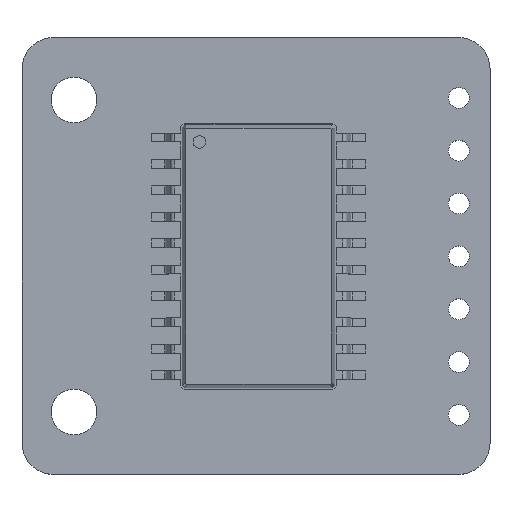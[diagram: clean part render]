
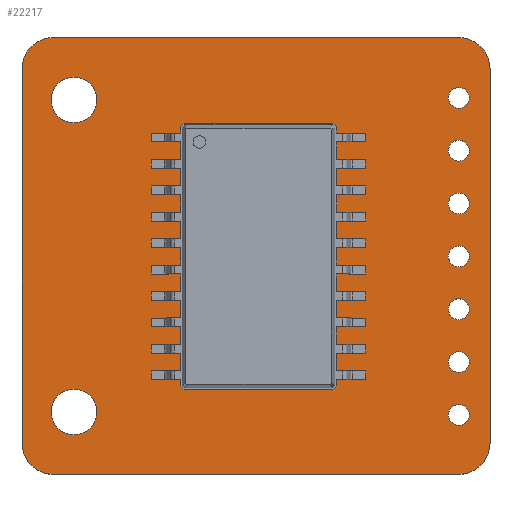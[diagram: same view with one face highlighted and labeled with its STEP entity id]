
A CAD part, top view. The second image highlights one B-rep face of the part: STEP entity #22217.
In plain terms, the highlighted planar face has unit normal (0, 0, 1).
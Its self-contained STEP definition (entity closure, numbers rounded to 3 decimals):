
#21947 = VERTEX_POINT('',#21948);
#21948 = CARTESIAN_POINT('',(0.,10.52,1.51));
#21954 = EDGE_CURVE('',#21947,#21955,#21957,.T.);
#21955 = VERTEX_POINT('',#21956);
#21956 = CARTESIAN_POINT('',(1.5,9.02,1.51));
#21957 = CIRCLE('',#21958,1.5);
#21958 = AXIS2_PLACEMENT_3D('',#21959,#21960,#21961);
#21959 = CARTESIAN_POINT('',(0.,9.02,1.51));
#21960 = DIRECTION('',(0.,0.,-1.));
#21961 = DIRECTION('',(0.,1.,0.));
#21989 = VERTEX_POINT('',#21990);
#21990 = CARTESIAN_POINT('',(-19.5,10.52,1.51));
#21996 = EDGE_CURVE('',#21989,#21947,#21997,.T.);
#21997 = LINE('',#21998,#21999);
#21998 = CARTESIAN_POINT('',(-19.5,10.52,1.51));
#21999 = VECTOR('',#22000,1.);
#22000 = DIRECTION('',(1.,0.,0.));
#22018 = EDGE_CURVE('',#21955,#22019,#22021,.T.);
#22019 = VERTEX_POINT('',#22020);
#22020 = CARTESIAN_POINT('',(1.5,-8.98,1.51));
#22021 = LINE('',#22022,#22023);
#22022 = CARTESIAN_POINT('',(1.5,9.02,1.51));
#22023 = VECTOR('',#22024,1.);
#22024 = DIRECTION('',(0.,-1.,0.));
#22217 = ADVANCED_FACE('',(#22218,#22264,#22275,#22286,#22297,#22308,
    #22319,#22330,#22341,#22352,#22363,#22374),#22385,.T.);
#22218 = FACE_BOUND('',#22219,.T.);
#22219 = EDGE_LOOP('',(#22220,#22221,#22222,#22231,#22239,#22248,#22256,
    #22263));
#22220 = ORIENTED_EDGE('',*,*,#21954,.F.);
#22221 = ORIENTED_EDGE('',*,*,#21996,.F.);
#22222 = ORIENTED_EDGE('',*,*,#22223,.F.);
#22223 = EDGE_CURVE('',#22224,#21989,#22226,.T.);
#22224 = VERTEX_POINT('',#22225);
#22225 = CARTESIAN_POINT('',(-21.,9.02,1.51));
#22226 = CIRCLE('',#22227,1.5);
#22227 = AXIS2_PLACEMENT_3D('',#22228,#22229,#22230);
#22228 = CARTESIAN_POINT('',(-19.5,9.02,1.51));
#22229 = DIRECTION('',(0.,0.,-1.));
#22230 = DIRECTION('',(-1.,0.,0.));
#22231 = ORIENTED_EDGE('',*,*,#22232,.F.);
#22232 = EDGE_CURVE('',#22233,#22224,#22235,.T.);
#22233 = VERTEX_POINT('',#22234);
#22234 = CARTESIAN_POINT('',(-21.,-8.98,1.51));
#22235 = LINE('',#22236,#22237);
#22236 = CARTESIAN_POINT('',(-21.,-8.98,1.51));
#22237 = VECTOR('',#22238,1.);
#22238 = DIRECTION('',(0.,1.,0.));
#22239 = ORIENTED_EDGE('',*,*,#22240,.F.);
#22240 = EDGE_CURVE('',#22241,#22233,#22243,.T.);
#22241 = VERTEX_POINT('',#22242);
#22242 = CARTESIAN_POINT('',(-19.5,-10.48,1.51));
#22243 = CIRCLE('',#22244,1.5);
#22244 = AXIS2_PLACEMENT_3D('',#22245,#22246,#22247);
#22245 = CARTESIAN_POINT('',(-19.5,-8.98,1.51));
#22246 = DIRECTION('',(0.,0.,-1.));
#22247 = DIRECTION('',(0.,-1.,-0.));
#22248 = ORIENTED_EDGE('',*,*,#22249,.F.);
#22249 = EDGE_CURVE('',#22250,#22241,#22252,.T.);
#22250 = VERTEX_POINT('',#22251);
#22251 = CARTESIAN_POINT('',(0.,-10.48,1.51));
#22252 = LINE('',#22253,#22254);
#22253 = CARTESIAN_POINT('',(0.,-10.48,1.51));
#22254 = VECTOR('',#22255,1.);
#22255 = DIRECTION('',(-1.,0.,0.));
#22256 = ORIENTED_EDGE('',*,*,#22257,.F.);
#22257 = EDGE_CURVE('',#22019,#22250,#22258,.T.);
#22258 = CIRCLE('',#22259,1.5);
#22259 = AXIS2_PLACEMENT_3D('',#22260,#22261,#22262);
#22260 = CARTESIAN_POINT('',(0.,-8.98,1.51));
#22261 = DIRECTION('',(0.,0.,-1.));
#22262 = DIRECTION('',(1.,0.,0.));
#22263 = ORIENTED_EDGE('',*,*,#22018,.F.);
#22264 = FACE_BOUND('',#22265,.T.);
#22265 = EDGE_LOOP('',(#22266));
#22266 = ORIENTED_EDGE('',*,*,#22267,.T.);
#22267 = EDGE_CURVE('',#22268,#22268,#22270,.T.);
#22268 = VERTEX_POINT('',#22269);
#22269 = CARTESIAN_POINT('',(-18.5,-8.58,1.51));
#22270 = CIRCLE('',#22271,1.1);
#22271 = AXIS2_PLACEMENT_3D('',#22272,#22273,#22274);
#22272 = CARTESIAN_POINT('',(-18.5,-7.48,1.51));
#22273 = DIRECTION('',(-0.,0.,-1.));
#22274 = DIRECTION('',(-0.,-1.,0.));
#22275 = FACE_BOUND('',#22276,.T.);
#22276 = EDGE_LOOP('',(#22277));
#22277 = ORIENTED_EDGE('',*,*,#22278,.T.);
#22278 = EDGE_CURVE('',#22279,#22279,#22281,.T.);
#22279 = VERTEX_POINT('',#22280);
#22280 = CARTESIAN_POINT('',(-9.3,-4.89,1.51));
#22281 = CIRCLE('',#22282,0.5);
#22282 = AXIS2_PLACEMENT_3D('',#22283,#22284,#22285);
#22283 = CARTESIAN_POINT('',(-9.3,-4.39,1.51));
#22284 = DIRECTION('',(-0.,0.,-1.));
#22285 = DIRECTION('',(-0.,-1.,0.));
#22286 = FACE_BOUND('',#22287,.T.);
#22287 = EDGE_LOOP('',(#22288));
#22288 = ORIENTED_EDGE('',*,*,#22289,.T.);
#22289 = EDGE_CURVE('',#22290,#22290,#22292,.T.);
#22290 = VERTEX_POINT('',#22291);
#22291 = CARTESIAN_POINT('',(0.,-8.12,1.51));
#22292 = CIRCLE('',#22293,0.5);
#22293 = AXIS2_PLACEMENT_3D('',#22294,#22295,#22296);
#22294 = CARTESIAN_POINT('',(0.,-7.62,1.51));
#22295 = DIRECTION('',(-0.,0.,-1.));
#22296 = DIRECTION('',(-0.,-1.,0.));
#22297 = FACE_BOUND('',#22298,.T.);
#22298 = EDGE_LOOP('',(#22299));
#22299 = ORIENTED_EDGE('',*,*,#22300,.T.);
#22300 = EDGE_CURVE('',#22301,#22301,#22303,.T.);
#22301 = VERTEX_POINT('',#22302);
#22302 = CARTESIAN_POINT('',(0.,-5.58,1.51));
#22303 = CIRCLE('',#22304,0.5);
#22304 = AXIS2_PLACEMENT_3D('',#22305,#22306,#22307);
#22305 = CARTESIAN_POINT('',(0.,-5.08,1.51));
#22306 = DIRECTION('',(-0.,0.,-1.));
#22307 = DIRECTION('',(0.,-1.,-0.));
#22308 = FACE_BOUND('',#22309,.T.);
#22309 = EDGE_LOOP('',(#22310));
#22310 = ORIENTED_EDGE('',*,*,#22311,.T.);
#22311 = EDGE_CURVE('',#22312,#22312,#22314,.T.);
#22312 = VERTEX_POINT('',#22313);
#22313 = CARTESIAN_POINT('',(0.,-3.04,1.51));
#22314 = CIRCLE('',#22315,0.5);
#22315 = AXIS2_PLACEMENT_3D('',#22316,#22317,#22318);
#22316 = CARTESIAN_POINT('',(0.,-2.54,1.51));
#22317 = DIRECTION('',(-0.,0.,-1.));
#22318 = DIRECTION('',(0.,-1.,-0.));
#22319 = FACE_BOUND('',#22320,.T.);
#22320 = EDGE_LOOP('',(#22321));
#22321 = ORIENTED_EDGE('',*,*,#22322,.T.);
#22322 = EDGE_CURVE('',#22323,#22323,#22325,.T.);
#22323 = VERTEX_POINT('',#22324);
#22324 = CARTESIAN_POINT('',(0.,-0.5,1.51));
#22325 = CIRCLE('',#22326,0.5);
#22326 = AXIS2_PLACEMENT_3D('',#22327,#22328,#22329);
#22327 = CARTESIAN_POINT('',(0.,0.,1.51
    ));
#22328 = DIRECTION('',(-0.,0.,-1.));
#22329 = DIRECTION('',(0.,-1.,-0.));
#22330 = FACE_BOUND('',#22331,.T.);
#22331 = EDGE_LOOP('',(#22332));
#22332 = ORIENTED_EDGE('',*,*,#22333,.T.);
#22333 = EDGE_CURVE('',#22334,#22334,#22336,.T.);
#22334 = VERTEX_POINT('',#22335);
#22335 = CARTESIAN_POINT('',(-18.5,6.42,1.51));
#22336 = CIRCLE('',#22337,1.1);
#22337 = AXIS2_PLACEMENT_3D('',#22338,#22339,#22340);
#22338 = CARTESIAN_POINT('',(-18.5,7.52,1.51));
#22339 = DIRECTION('',(-0.,0.,-1.));
#22340 = DIRECTION('',(-0.,-1.,0.));
#22341 = FACE_BOUND('',#22342,.T.);
#22342 = EDGE_LOOP('',(#22343));
#22343 = ORIENTED_EDGE('',*,*,#22344,.T.);
#22344 = EDGE_CURVE('',#22345,#22345,#22347,.T.);
#22345 = VERTEX_POINT('',#22346);
#22346 = CARTESIAN_POINT('',(-9.3,2.45,1.51));
#22347 = CIRCLE('',#22348,0.65);
#22348 = AXIS2_PLACEMENT_3D('',#22349,#22350,#22351);
#22349 = CARTESIAN_POINT('',(-9.3,3.1,1.51));
#22350 = DIRECTION('',(-0.,0.,-1.));
#22351 = DIRECTION('',(-0.,-1.,0.));
#22352 = FACE_BOUND('',#22353,.T.);
#22353 = EDGE_LOOP('',(#22354));
#22354 = ORIENTED_EDGE('',*,*,#22355,.T.);
#22355 = EDGE_CURVE('',#22356,#22356,#22358,.T.);
#22356 = VERTEX_POINT('',#22357);
#22357 = CARTESIAN_POINT('',(0.,2.04,1.51));
#22358 = CIRCLE('',#22359,0.5);
#22359 = AXIS2_PLACEMENT_3D('',#22360,#22361,#22362);
#22360 = CARTESIAN_POINT('',(0.,2.54,1.51));
#22361 = DIRECTION('',(-0.,0.,-1.));
#22362 = DIRECTION('',(0.,-1.,-0.));
#22363 = FACE_BOUND('',#22364,.T.);
#22364 = EDGE_LOOP('',(#22365));
#22365 = ORIENTED_EDGE('',*,*,#22366,.T.);
#22366 = EDGE_CURVE('',#22367,#22367,#22369,.T.);
#22367 = VERTEX_POINT('',#22368);
#22368 = CARTESIAN_POINT('',(0.,4.58,1.51));
#22369 = CIRCLE('',#22370,0.5);
#22370 = AXIS2_PLACEMENT_3D('',#22371,#22372,#22373);
#22371 = CARTESIAN_POINT('',(0.,5.08,1.51));
#22372 = DIRECTION('',(-0.,0.,-1.));
#22373 = DIRECTION('',(0.,-1.,-0.));
#22374 = FACE_BOUND('',#22375,.T.);
#22375 = EDGE_LOOP('',(#22376));
#22376 = ORIENTED_EDGE('',*,*,#22377,.T.);
#22377 = EDGE_CURVE('',#22378,#22378,#22380,.T.);
#22378 = VERTEX_POINT('',#22379);
#22379 = CARTESIAN_POINT('',(0.,7.12,1.51));
#22380 = CIRCLE('',#22381,0.5);
#22381 = AXIS2_PLACEMENT_3D('',#22382,#22383,#22384);
#22382 = CARTESIAN_POINT('',(0.,7.62,1.51));
#22383 = DIRECTION('',(-0.,0.,-1.));
#22384 = DIRECTION('',(0.,-1.,-0.));
#22385 = PLANE('',#22386);
#22386 = AXIS2_PLACEMENT_3D('',#22387,#22388,#22389);
#22387 = CARTESIAN_POINT('',(0.,0.,1.51));
#22388 = DIRECTION('',(0.,0.,1.));
#22389 = DIRECTION('',(1.,0.,-0.));
